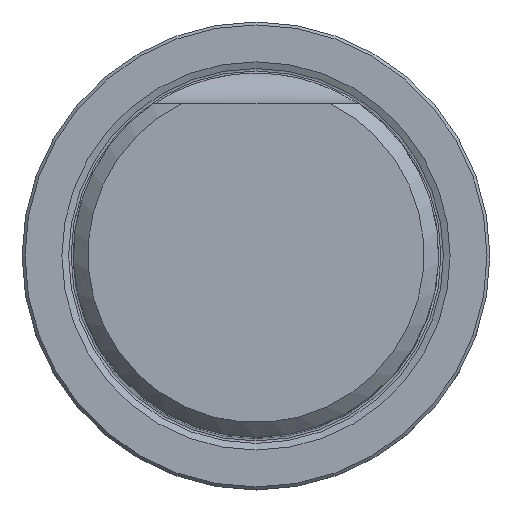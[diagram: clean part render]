
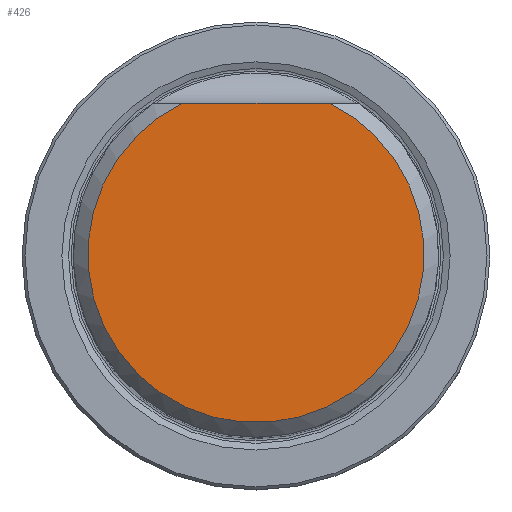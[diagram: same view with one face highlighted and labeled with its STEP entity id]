
A CAD part, top view. The second image highlights one B-rep face of the part: STEP entity #426.
In plain terms, the highlighted planar face has unit normal (0, 0, 1).
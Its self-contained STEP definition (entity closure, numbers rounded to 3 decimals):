
#229=PLANE('',#4362);
#426=ADVANCED_FACE('CU_SU_1',(#706),#229,.F.);
#706=FACE_OUTER_BOUND('',#930,.T.);
#930=EDGE_LOOP('',(#2060,#2061));
#1191=CIRCLE('',#4361,11.497);
#1311=LINE('',#6414,#1525);
#1525=VECTOR('',#4918,1.);
#2060=ORIENTED_EDGE('',*,*,#3605,.F.);
#2061=ORIENTED_EDGE('',*,*,#3606,.F.);
#3196=VERTEX_POINT('',#6412);
#3197=VERTEX_POINT('',#6413);
#3605=EDGE_CURVE('',#3196,#3197,#1191,.T.);
#3606=EDGE_CURVE('',#3197,#3196,#1311,.T.);
#4361=AXIS2_PLACEMENT_3D('',#6411,#4916,#4917);
#4362=AXIS2_PLACEMENT_3D('',#6415,#4919,#4920);
#4916=DIRECTION('',(0.,0.,-1.));
#4917=DIRECTION('',(0.,-1.,0.));
#4918=DIRECTION('',(1.,0.,0.));
#4919=DIRECTION('',(0.,0.,-1.));
#4920=DIRECTION('',(0.,-1.,0.));
#6411=CARTESIAN_POINT('',(0.,0.,56.));
#6412=CARTESIAN_POINT('',(4.999,10.353,56.));
#6413=CARTESIAN_POINT('',(-4.999,10.353,56.));
#6414=CARTESIAN_POINT('',(-12.497,10.353,56.));
#6415=CARTESIAN_POINT('',(0.,0.,56.));
